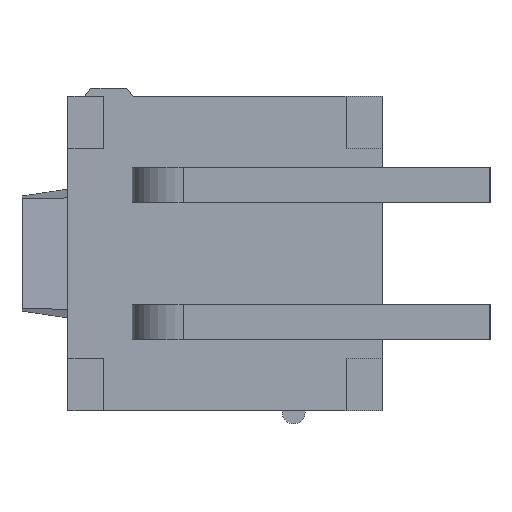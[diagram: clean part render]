
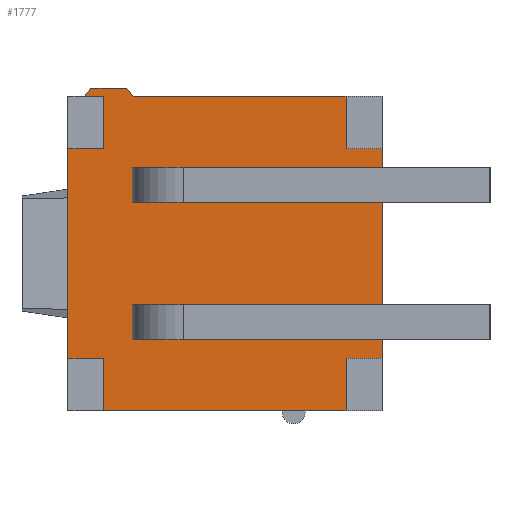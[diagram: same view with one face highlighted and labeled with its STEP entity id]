
A CAD part, left-side view. The second image highlights one B-rep face of the part: STEP entity #1777.
In plain terms, the highlighted planar face has unit normal (-1, 0, 0).
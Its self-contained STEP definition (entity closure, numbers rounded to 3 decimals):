
#77=DIRECTION('',(0.,1.,0.));
#78=VECTOR('',#77,0.6);
#79=CARTESIAN_POINT('',(-6.3,3.7,4.8));
#80=LINE('',#79,#78);
#93=DIRECTION('',(0.,1.,0.));
#94=VECTOR('',#93,6.5);
#95=CARTESIAN_POINT('',(-6.3,-3.7,4.8));
#96=LINE('',#95,#94);
#109=DIRECTION('',(0.,0.,1.));
#110=VECTOR('',#109,6.4);
#111=CARTESIAN_POINT('',(-6.3,4.8,-3.2));
#112=LINE('',#111,#110);
#113=DIRECTION('',(0.,-1.,0.));
#114=VECTOR('',#113,1.1);
#115=CARTESIAN_POINT('',(-6.3,4.8,3.2));
#116=LINE('',#115,#114);
#117=DIRECTION('',(0.,0.625,-0.781));
#118=VECTOR('',#117,0.32);
#119=CARTESIAN_POINT('',(-6.3,4.1,5.05));
#120=LINE('',#119,#118);
#121=DIRECTION('',(0.,1.,0.));
#122=VECTOR('',#121,1.1);
#123=CARTESIAN_POINT('',(-6.3,3.,5.05));
#124=LINE('',#123,#122);
#125=DIRECTION('',(0.,0.625,0.781));
#126=VECTOR('',#125,0.32);
#127=CARTESIAN_POINT('',(-6.3,2.8,4.8));
#128=LINE('',#127,#126);
#129=DIRECTION('',(0.,0.,-1.));
#130=VECTOR('',#129,1.6);
#131=CARTESIAN_POINT('',(-6.3,-3.7,4.8));
#132=LINE('',#131,#130);
#133=DIRECTION('',(0.,-1.,0.));
#134=VECTOR('',#133,1.1);
#135=CARTESIAN_POINT('',(-6.3,-3.7,3.2));
#136=LINE('',#135,#134);
#137=DIRECTION('',(0.,0.,-1.));
#138=VECTOR('',#137,6.4);
#139=CARTESIAN_POINT('',(-6.3,-4.8,3.2));
#140=LINE('',#139,#138);
#141=DIRECTION('',(0.,0.,-1.));
#142=VECTOR('',#141,1.6);
#143=CARTESIAN_POINT('',(-6.3,-3.7,-3.2));
#144=LINE('',#143,#142);
#145=DIRECTION('',(0.,1.,0.));
#146=VECTOR('',#145,1.07);
#147=CARTESIAN_POINT('',(-6.3,-2.435,1.565));
#148=LINE('',#147,#146);
#149=DIRECTION('',(0.,0.,1.));
#150=VECTOR('',#149,1.07);
#151=CARTESIAN_POINT('',(-6.3,-2.435,1.565));
#152=LINE('',#151,#150);
#153=DIRECTION('',(0.,1.,0.));
#154=VECTOR('',#153,1.07);
#155=CARTESIAN_POINT('',(-6.3,-2.435,2.635));
#156=LINE('',#155,#154);
#157=DIRECTION('',(0.,0.,1.));
#158=VECTOR('',#157,1.07);
#159=CARTESIAN_POINT('',(-6.3,-1.365,1.565));
#160=LINE('',#159,#158);
#161=DIRECTION('',(0.,1.,0.));
#162=VECTOR('',#161,1.07);
#163=CARTESIAN_POINT('',(-6.3,1.765,1.565));
#164=LINE('',#163,#162);
#165=DIRECTION('',(0.,0.,1.));
#166=VECTOR('',#165,1.07);
#167=CARTESIAN_POINT('',(-6.3,1.765,1.565));
#168=LINE('',#167,#166);
#169=DIRECTION('',(0.,1.,0.));
#170=VECTOR('',#169,1.07);
#171=CARTESIAN_POINT('',(-6.3,1.765,2.635));
#172=LINE('',#171,#170);
#173=DIRECTION('',(0.,0.,1.));
#174=VECTOR('',#173,1.07);
#175=CARTESIAN_POINT('',(-6.3,2.835,1.565));
#176=LINE('',#175,#174);
#177=DIRECTION('',(0.,1.,0.));
#178=VECTOR('',#177,1.07);
#179=CARTESIAN_POINT('',(-6.3,-2.435,-2.635));
#180=LINE('',#179,#178);
#181=DIRECTION('',(0.,0.,1.));
#182=VECTOR('',#181,1.07);
#183=CARTESIAN_POINT('',(-6.3,-2.435,-2.635));
#184=LINE('',#183,#182);
#185=DIRECTION('',(0.,1.,0.));
#186=VECTOR('',#185,1.07);
#187=CARTESIAN_POINT('',(-6.3,-2.435,-1.565));
#188=LINE('',#187,#186);
#189=DIRECTION('',(0.,0.,1.));
#190=VECTOR('',#189,1.07);
#191=CARTESIAN_POINT('',(-6.3,-1.365,-2.635));
#192=LINE('',#191,#190);
#193=DIRECTION('',(0.,1.,0.));
#194=VECTOR('',#193,1.07);
#195=CARTESIAN_POINT('',(-6.3,1.765,-2.635));
#196=LINE('',#195,#194);
#197=DIRECTION('',(0.,0.,1.));
#198=VECTOR('',#197,1.07);
#199=CARTESIAN_POINT('',(-6.3,1.765,-2.635));
#200=LINE('',#199,#198);
#201=DIRECTION('',(0.,1.,0.));
#202=VECTOR('',#201,1.07);
#203=CARTESIAN_POINT('',(-6.3,1.765,-1.565));
#204=LINE('',#203,#202);
#205=DIRECTION('',(0.,0.,1.));
#206=VECTOR('',#205,1.07);
#207=CARTESIAN_POINT('',(-6.3,2.835,-2.635));
#208=LINE('',#207,#206);
#213=DIRECTION('',(0.,0.,-1.));
#214=VECTOR('',#213,1.6);
#215=CARTESIAN_POINT('',(-6.3,3.7,4.8));
#216=LINE('',#215,#214);
#221=DIRECTION('',(0.,0.,-1.));
#222=VECTOR('',#221,1.6);
#223=CARTESIAN_POINT('',(-6.3,3.7,-3.2));
#224=LINE('',#223,#222);
#225=DIRECTION('',(0.,-1.,0.));
#226=VECTOR('',#225,1.1);
#227=CARTESIAN_POINT('',(-6.3,-3.7,-3.2));
#228=LINE('',#227,#226);
#229=DIRECTION('',(0.,-1.,0.));
#230=VECTOR('',#229,1.1);
#231=CARTESIAN_POINT('',(-6.3,4.8,-3.2));
#232=LINE('',#231,#230);
#253=DIRECTION('',(0.,1.,0.));
#254=VECTOR('',#253,7.4);
#255=CARTESIAN_POINT('',(-6.3,-3.7,-4.8));
#256=LINE('',#255,#254);
#1311=CARTESIAN_POINT('',(-6.3,-2.435,1.565));
#1312=CARTESIAN_POINT('',(-6.3,-1.365,1.565));
#1313=VERTEX_POINT('',#1311);
#1314=VERTEX_POINT('',#1312);
#1315=CARTESIAN_POINT('',(-6.3,1.765,1.565));
#1316=CARTESIAN_POINT('',(-6.3,2.835,1.565));
#1317=VERTEX_POINT('',#1315);
#1318=VERTEX_POINT('',#1316);
#1319=CARTESIAN_POINT('',(-6.3,-2.435,2.635));
#1320=CARTESIAN_POINT('',(-6.3,-1.365,2.635));
#1321=VERTEX_POINT('',#1319);
#1322=VERTEX_POINT('',#1320);
#1323=CARTESIAN_POINT('',(-6.3,1.765,2.635));
#1324=CARTESIAN_POINT('',(-6.3,2.835,2.635));
#1325=VERTEX_POINT('',#1323);
#1326=VERTEX_POINT('',#1324);
#1407=CARTESIAN_POINT('',(-6.3,1.765,-2.635));
#1408=VERTEX_POINT('',#1407);
#1413=CARTESIAN_POINT('',(-6.3,2.835,-2.635));
#1414=VERTEX_POINT('',#1413);
#1417=CARTESIAN_POINT('',(-6.3,-1.365,-2.635));
#1418=VERTEX_POINT('',#1417);
#1419=CARTESIAN_POINT('',(-6.3,-2.435,-2.635));
#1420=VERTEX_POINT('',#1419);
#1423=CARTESIAN_POINT('',(-6.3,1.765,-1.565));
#1424=VERTEX_POINT('',#1423);
#1429=CARTESIAN_POINT('',(-6.3,2.835,-1.565));
#1430=VERTEX_POINT('',#1429);
#1433=CARTESIAN_POINT('',(-6.3,-1.365,-1.565));
#1434=VERTEX_POINT('',#1433);
#1435=CARTESIAN_POINT('',(-6.3,-2.435,-1.565));
#1436=VERTEX_POINT('',#1435);
#1480=CARTESIAN_POINT('',(-6.3,-3.7,4.8));
#1482=VERTEX_POINT('',#1480);
#1484=CARTESIAN_POINT('',(-6.3,-3.7,-4.8));
#1486=VERTEX_POINT('',#1484);
#1487=CARTESIAN_POINT('',(-6.3,3.7,-4.8));
#1488=VERTEX_POINT('',#1487);
#1493=CARTESIAN_POINT('',(-6.3,3.,5.05));
#1494=CARTESIAN_POINT('',(-6.3,4.1,5.05));
#1495=VERTEX_POINT('',#1493);
#1496=VERTEX_POINT('',#1494);
#1501=CARTESIAN_POINT('',(-6.3,3.7,4.8));
#1502=CARTESIAN_POINT('',(-6.3,4.3,4.8));
#1503=VERTEX_POINT('',#1501);
#1504=VERTEX_POINT('',#1502);
#1509=CARTESIAN_POINT('',(-6.3,2.8,4.8));
#1510=VERTEX_POINT('',#1509);
#1527=CARTESIAN_POINT('',(-6.3,-4.8,3.2));
#1528=VERTEX_POINT('',#1527);
#1529=CARTESIAN_POINT('',(-6.3,-4.8,-3.2));
#1530=VERTEX_POINT('',#1529);
#1531=CARTESIAN_POINT('',(-6.3,4.8,3.2));
#1532=VERTEX_POINT('',#1531);
#1533=CARTESIAN_POINT('',(-6.3,4.8,-3.2));
#1534=VERTEX_POINT('',#1533);
#1535=CARTESIAN_POINT('',(-6.3,-3.7,3.2));
#1536=VERTEX_POINT('',#1535);
#1537=CARTESIAN_POINT('',(-6.3,-3.7,-3.2));
#1538=VERTEX_POINT('',#1537);
#1539=CARTESIAN_POINT('',(-6.3,3.7,3.2));
#1540=VERTEX_POINT('',#1539);
#1541=CARTESIAN_POINT('',(-6.3,3.7,-3.2));
#1542=VERTEX_POINT('',#1541);
#1703=CARTESIAN_POINT('',(-6.3,-4.8,0.95));
#1704=DIRECTION('',(1.,0.,0.));
#1705=DIRECTION('',(0.,1.,0.));
#1706=AXIS2_PLACEMENT_3D('',#1703,#1704,#1705);
#1707=PLANE('',#1706);
#1709=ORIENTED_EDGE('',*,*,#1708,.F.);
#1711=ORIENTED_EDGE('',*,*,#1710,.F.);
#1713=ORIENTED_EDGE('',*,*,#1712,.T.);
#1714=ORIENTED_EDGE('',*,*,#1646,.T.);
#1716=ORIENTED_EDGE('',*,*,#1715,.F.);
#1717=ORIENTED_EDGE('',*,*,#1679,.T.);
#1719=ORIENTED_EDGE('',*,*,#1718,.F.);
#1721=ORIENTED_EDGE('',*,*,#1720,.F.);
#1723=ORIENTED_EDGE('',*,*,#1722,.F.);
#1724=ORIENTED_EDGE('',*,*,#1692,.F.);
#1726=ORIENTED_EDGE('',*,*,#1725,.T.);
#1727=ORIENTED_EDGE('',*,*,#1631,.T.);
#1728=ORIENTED_EDGE('',*,*,#1669,.T.);
#1730=ORIENTED_EDGE('',*,*,#1729,.F.);
#1732=ORIENTED_EDGE('',*,*,#1731,.T.);
#1734=ORIENTED_EDGE('',*,*,#1733,.T.);
#1735=EDGE_LOOP('',(#1709,#1711,#1713,#1714,#1716,#1717,#1719,#1721,#1723,#1724,
#1726,#1727,#1728,#1730,#1732,#1734));
#1736=FACE_OUTER_BOUND('',#1735,.F.);
#1738=ORIENTED_EDGE('',*,*,#1737,.F.);
#1740=ORIENTED_EDGE('',*,*,#1739,.T.);
#1742=ORIENTED_EDGE('',*,*,#1741,.T.);
#1744=ORIENTED_EDGE('',*,*,#1743,.F.);
#1745=EDGE_LOOP('',(#1738,#1740,#1742,#1744));
#1746=FACE_BOUND('',#1745,.F.);
#1748=ORIENTED_EDGE('',*,*,#1747,.F.);
#1750=ORIENTED_EDGE('',*,*,#1749,.T.);
#1752=ORIENTED_EDGE('',*,*,#1751,.T.);
#1754=ORIENTED_EDGE('',*,*,#1753,.F.);
#1755=EDGE_LOOP('',(#1748,#1750,#1752,#1754));
#1756=FACE_BOUND('',#1755,.F.);
#1758=ORIENTED_EDGE('',*,*,#1757,.F.);
#1760=ORIENTED_EDGE('',*,*,#1759,.T.);
#1762=ORIENTED_EDGE('',*,*,#1761,.T.);
#1764=ORIENTED_EDGE('',*,*,#1763,.F.);
#1765=EDGE_LOOP('',(#1758,#1760,#1762,#1764));
#1766=FACE_BOUND('',#1765,.F.);
#1768=ORIENTED_EDGE('',*,*,#1767,.F.);
#1770=ORIENTED_EDGE('',*,*,#1769,.T.);
#1772=ORIENTED_EDGE('',*,*,#1771,.T.);
#1774=ORIENTED_EDGE('',*,*,#1773,.F.);
#1775=EDGE_LOOP('',(#1768,#1770,#1772,#1774));
#1776=FACE_BOUND('',#1775,.F.);
#1777=ADVANCED_FACE('',(#1736,#1746,#1756,#1766,#1776),#1707,.F.);
#1631=EDGE_CURVE('',#1536,#1528,#136,.T.);
#1646=EDGE_CURVE('',#1532,#1540,#116,.T.);
#1669=EDGE_CURVE('',#1528,#1530,#140,.T.);
#1679=EDGE_CURVE('',#1503,#1504,#80,.T.);
#1692=EDGE_CURVE('',#1482,#1510,#96,.T.);
#1708=EDGE_CURVE('',#1542,#1488,#224,.T.);
#1710=EDGE_CURVE('',#1534,#1542,#232,.T.);
#1712=EDGE_CURVE('',#1534,#1532,#112,.T.);
#1715=EDGE_CURVE('',#1503,#1540,#216,.T.);
#1718=EDGE_CURVE('',#1496,#1504,#120,.T.);
#1720=EDGE_CURVE('',#1495,#1496,#124,.T.);
#1722=EDGE_CURVE('',#1510,#1495,#128,.T.);
#1725=EDGE_CURVE('',#1482,#1536,#132,.T.);
#1729=EDGE_CURVE('',#1538,#1530,#228,.T.);
#1731=EDGE_CURVE('',#1538,#1486,#144,.T.);
#1733=EDGE_CURVE('',#1486,#1488,#256,.T.);
#1737=EDGE_CURVE('',#1313,#1314,#148,.T.);
#1739=EDGE_CURVE('',#1313,#1321,#152,.T.);
#1741=EDGE_CURVE('',#1321,#1322,#156,.T.);
#1743=EDGE_CURVE('',#1314,#1322,#160,.T.);
#1747=EDGE_CURVE('',#1317,#1318,#164,.T.);
#1749=EDGE_CURVE('',#1317,#1325,#168,.T.);
#1751=EDGE_CURVE('',#1325,#1326,#172,.T.);
#1753=EDGE_CURVE('',#1318,#1326,#176,.T.);
#1757=EDGE_CURVE('',#1420,#1418,#180,.T.);
#1759=EDGE_CURVE('',#1420,#1436,#184,.T.);
#1761=EDGE_CURVE('',#1436,#1434,#188,.T.);
#1763=EDGE_CURVE('',#1418,#1434,#192,.T.);
#1767=EDGE_CURVE('',#1408,#1414,#196,.T.);
#1769=EDGE_CURVE('',#1408,#1424,#200,.T.);
#1771=EDGE_CURVE('',#1424,#1430,#204,.T.);
#1773=EDGE_CURVE('',#1414,#1430,#208,.T.);
